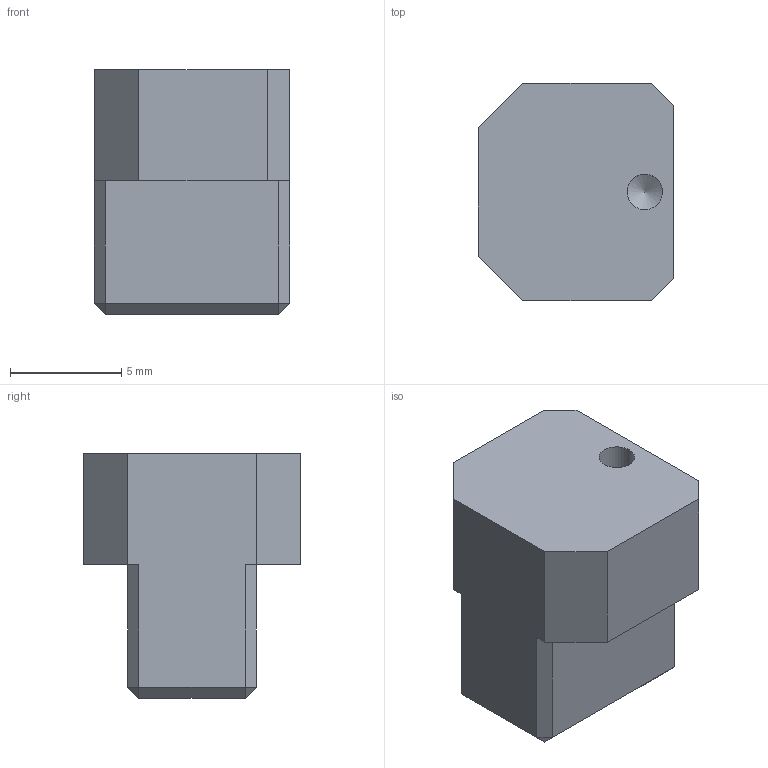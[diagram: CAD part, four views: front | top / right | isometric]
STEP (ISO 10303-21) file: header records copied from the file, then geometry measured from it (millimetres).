
FILE_DESCRIPTION(/* description */ (''),/* implementation_level */ '2;1');
FILE_NAME(/* name */ 'Release Button v9.step',/* time_stamp */ '2022-01-10T13:29:45+01:00',/* author */ (''),/* organization */ (''),/* preprocessor_version */ 'ST-DEVELOPER v18.1',/* originating_system */ 'Autodesk Translation Framework v10.10.0.1391',/* authorisation */ '');
FILE_SCHEMA (('AUTOMOTIVE_DESIGN { 1 0 10303 214 3 1 1 }'));
Length unit declared in the file: millimetre
Products named in the file (1): Release Button
Bounding box: 8.8 x 9.8 x 11 mm (x, y, z)
Volume: 697.8 mm3; surface area: 511.1 mm2
Topology: 1 solids, 1 shells, 28 faces, 65 edges, 39 vertices
Faces by surface type: plane 26, cone 1, cylinder 1
Full cylindrical faces by diameter (mm): 1.6 x1
Entity records: 795 total; most frequent: CARTESIAN_POINT 132, ORIENTED_EDGE 128, DIRECTION 124, EDGE_CURVE 64, LINE 62, VECTOR 62, VERTEX_POINT 39, AXIS2_PLACEMENT_3D 31
